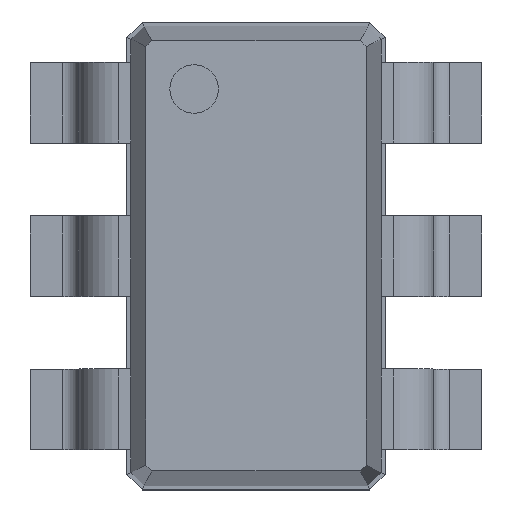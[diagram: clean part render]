
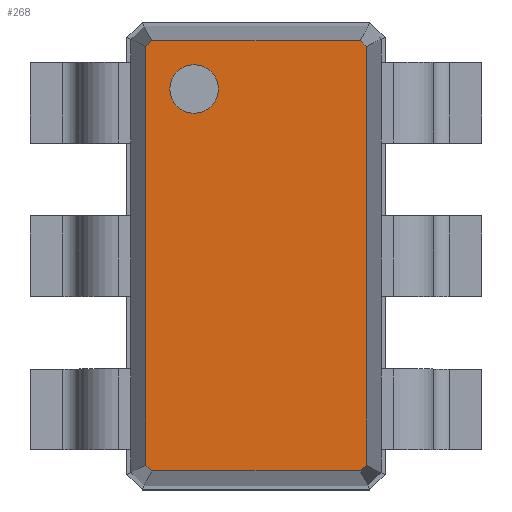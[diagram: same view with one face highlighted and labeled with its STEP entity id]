
A CAD part, top view. The second image highlights one B-rep face of the part: STEP entity #268.
In plain terms, the highlighted planar face has unit normal (0, 0, 1).
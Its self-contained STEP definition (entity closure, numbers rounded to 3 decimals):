
#46 = ORIENTED_EDGE ( 'NONE', *, *, #276, .F. ) ;
#125 = ORIENTED_EDGE ( 'NONE', *, *, #2184, .F. ) ;
#151 = VECTOR ( 'NONE', #2402, 1000. ) ;
#217 = DIRECTION ( 'NONE',  ( 0.707, -0.707, 0. ) ) ;
#268 = ADVANCED_FACE ( 'NONE', ( #796, #1695 ), #509, .T. ) ;
#276 = EDGE_CURVE ( 'NONE', #3661, #987, #1272, .T. ) ;
#285 = CARTESIAN_POINT ( 'NONE',  ( 0.647, -1.334, 1.55 ) ) ;
#301 = CARTESIAN_POINT ( 'NONE',  ( 0.684, -1.297, 1.55 ) ) ;
#462 = CARTESIAN_POINT ( 'NONE',  ( 0.647, -1.334, 1.55 ) ) ;
#468 = EDGE_CURVE ( 'NONE', #987, #2126, #2250, .T. ) ;
#474 = LINE ( 'NONE', #2781, #2276 ) ;
#509 = PLANE ( 'NONE',  #1172 ) ;
#523 = EDGE_LOOP ( 'NONE', ( #3747, #1833 ) ) ;
#587 = VECTOR ( 'NONE', #2314, 1000. ) ;
#615 = VERTEX_POINT ( 'NONE', #1562 ) ;
#653 = EDGE_CURVE ( 'NONE', #1813, #3364, #1396, .T. ) ;
#686 = LINE ( 'NONE', #285, #587 ) ;
#689 = CARTESIAN_POINT ( 'NONE',  ( -0.647, 1.334, 1.55 ) ) ;
#796 = FACE_BOUND ( 'NONE', #523, .T. ) ;
#893 = CARTESIAN_POINT ( 'NONE',  ( 0.647, 1.334, 1.55 ) ) ;
#895 = DIRECTION ( 'NONE',  ( 0., 1., 0. ) ) ;
#987 = VERTEX_POINT ( 'NONE', #3206 ) ;
#1050 = DIRECTION ( 'NONE',  ( 1., 0., 0. ) ) ;
#1053 = LINE ( 'NONE', #2761, #151 ) ;
#1118 = CARTESIAN_POINT ( 'NONE',  ( -0.384, 1.034, 1.55 ) ) ;
#1172 = AXIS2_PLACEMENT_3D ( 'NONE', #3954, #1834, #1050 ) ;
#1180 = EDGE_CURVE ( 'NONE', #3462, #3403, #2288, .T. ) ;
#1210 = AXIS2_PLACEMENT_3D ( 'NONE', #1443, #3886, #1788 ) ;
#1272 = LINE ( 'NONE', #689, #3110 ) ;
#1339 = VECTOR ( 'NONE', #217, 1000. ) ;
#1396 = LINE ( 'NONE', #4090, #3124 ) ;
#1430 = CARTESIAN_POINT ( 'NONE',  ( -0.684, 1.297, 1.55 ) ) ;
#1443 = CARTESIAN_POINT ( 'NONE',  ( -0.384, 1.034, 1.55 ) ) ;
#1449 = ORIENTED_EDGE ( 'NONE', *, *, #653, .F. ) ;
#1460 = DIRECTION ( 'NONE',  ( 1., 0., 0. ) ) ;
#1562 = CARTESIAN_POINT ( 'NONE',  ( -0.647, -1.334, 1.55 ) ) ;
#1695 = FACE_OUTER_BOUND ( 'NONE', #4358, .T. ) ;
#1788 = DIRECTION ( 'NONE',  ( 1., 0., 0. ) ) ;
#1811 = VECTOR ( 'NONE', #2127, 1000. ) ;
#1813 = VERTEX_POINT ( 'NONE', #2762 ) ;
#1833 = ORIENTED_EDGE ( 'NONE', *, *, #1905, .F. ) ;
#1834 = DIRECTION ( 'NONE',  ( 0., 0., 1. ) ) ;
#1885 = EDGE_CURVE ( 'NONE', #3364, #3661, #3672, .T. ) ;
#1905 = EDGE_CURVE ( 'NONE', #2251, #3140, #2784, .T. ) ;
#2126 = VERTEX_POINT ( 'NONE', #3660 ) ;
#2127 = DIRECTION ( 'NONE',  ( 0.707, 0.707, 0. ) ) ;
#2157 = ORIENTED_EDGE ( 'NONE', *, *, #1180, .F. ) ;
#2184 = EDGE_CURVE ( 'NONE', #3403, #615, #686, .T. ) ;
#2250 = LINE ( 'NONE', #893, #1339 ) ;
#2251 = VERTEX_POINT ( 'NONE', #3404 ) ;
#2276 = VECTOR ( 'NONE', #3114, 1000. ) ;
#2288 = LINE ( 'NONE', #301, #4176 ) ;
#2314 = DIRECTION ( 'NONE',  ( -1., 0., 0. ) ) ;
#2402 = DIRECTION ( 'NONE',  ( 0., -1., 0. ) ) ;
#2687 = DIRECTION ( 'NONE',  ( -0.707, -0.707, 0. ) ) ;
#2761 = CARTESIAN_POINT ( 'NONE',  ( 0.684, 1.297, 1.55 ) ) ;
#2762 = CARTESIAN_POINT ( 'NONE',  ( -0.684, -1.297, 1.55 ) ) ;
#2781 = CARTESIAN_POINT ( 'NONE',  ( -0.647, -1.334, 1.55 ) ) ;
#2784 = CIRCLE ( 'NONE', #1210, 0.15 ) ;
#2969 = ORIENTED_EDGE ( 'NONE', *, *, #4386, .F. ) ;
#3110 = VECTOR ( 'NONE', #3770, 1000. ) ;
#3114 = DIRECTION ( 'NONE',  ( -0.707, 0.707, 0. ) ) ;
#3124 = VECTOR ( 'NONE', #895, 1000. ) ;
#3140 = VERTEX_POINT ( 'NONE', #3690 ) ;
#3206 = CARTESIAN_POINT ( 'NONE',  ( 0.647, 1.334, 1.55 ) ) ;
#3262 = CIRCLE ( 'NONE', #3711, 0.15 ) ;
#3361 = EDGE_CURVE ( 'NONE', #3140, #2251, #3262, .T. ) ;
#3364 = VERTEX_POINT ( 'NONE', #3874 ) ;
#3403 = VERTEX_POINT ( 'NONE', #462 ) ;
#3404 = CARTESIAN_POINT ( 'NONE',  ( -0.534, 1.034, 1.55 ) ) ;
#3462 = VERTEX_POINT ( 'NONE', #4265 ) ;
#3508 = ORIENTED_EDGE ( 'NONE', *, *, #4222, .F. ) ;
#3543 = DIRECTION ( 'NONE',  ( 0., 0., 1. ) ) ;
#3660 = CARTESIAN_POINT ( 'NONE',  ( 0.684, 1.297, 1.55 ) ) ;
#3661 = VERTEX_POINT ( 'NONE', #4025 ) ;
#3672 = LINE ( 'NONE', #1430, #1811 ) ;
#3690 = CARTESIAN_POINT ( 'NONE',  ( -0.234, 1.034, 1.55 ) ) ;
#3711 = AXIS2_PLACEMENT_3D ( 'NONE', #1118, #3543, #1460 ) ;
#3747 = ORIENTED_EDGE ( 'NONE', *, *, #3361, .F. ) ;
#3770 = DIRECTION ( 'NONE',  ( 1., 0., 0. ) ) ;
#3874 = CARTESIAN_POINT ( 'NONE',  ( -0.684, 1.297, 1.55 ) ) ;
#3886 = DIRECTION ( 'NONE',  ( 0., 0., 1. ) ) ;
#3905 = ORIENTED_EDGE ( 'NONE', *, *, #1885, .F. ) ;
#3921 = ORIENTED_EDGE ( 'NONE', *, *, #468, .F. ) ;
#3954 = CARTESIAN_POINT ( 'NONE',  ( -0.647, 1.334, 1.55 ) ) ;
#4025 = CARTESIAN_POINT ( 'NONE',  ( -0.647, 1.334, 1.55 ) ) ;
#4090 = CARTESIAN_POINT ( 'NONE',  ( -0.684, -1.297, 1.55 ) ) ;
#4176 = VECTOR ( 'NONE', #2687, 1000. ) ;
#4222 = EDGE_CURVE ( 'NONE', #2126, #3462, #1053, .T. ) ;
#4265 = CARTESIAN_POINT ( 'NONE',  ( 0.684, -1.297, 1.55 ) ) ;
#4358 = EDGE_LOOP ( 'NONE', ( #3905, #1449, #2969, #125, #2157, #3508, #3921, #46 ) ) ;
#4386 = EDGE_CURVE ( 'NONE', #615, #1813, #474, .T. ) ;
